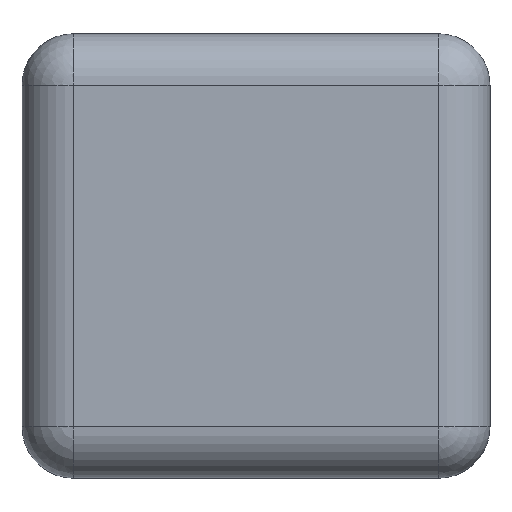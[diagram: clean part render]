
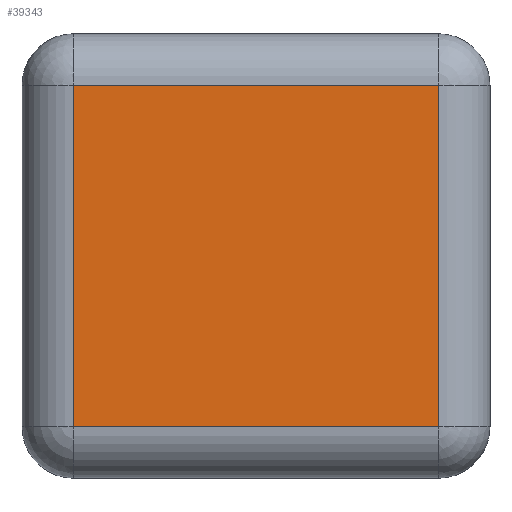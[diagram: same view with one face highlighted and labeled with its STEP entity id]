
A CAD part, front view. The second image highlights one B-rep face of the part: STEP entity #39343.
In plain terms, the highlighted planar face has unit normal (0, -1, 0).
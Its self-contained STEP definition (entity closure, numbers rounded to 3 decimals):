
#425 = PLANE ( 'NONE',  #916 ) ;
#916 = AXIS2_PLACEMENT_3D ( 'NONE', #22081, #39669, #18592 ) ;
#2190 = DIRECTION ( 'NONE',  ( 0., 0., 1. ) ) ;
#5554 = VECTOR ( 'NONE', #2190, 1000. ) ;
#9159 = VECTOR ( 'NONE', #31569, 1000. ) ;
#9394 = EDGE_CURVE ( 'NONE', #39961, #33156, #23504, .T. ) ;
#9401 = LINE ( 'NONE', #45675, #34515 ) ;
#10784 = EDGE_CURVE ( 'NONE', #55158, #46824, #44071, .T. ) ;
#10915 = CARTESIAN_POINT ( 'NONE',  ( -283.679, -371.232, 265.352 ) ) ;
#12678 = ORIENTED_EDGE ( 'NONE', *, *, #26168, .T. ) ;
#14266 = CARTESIAN_POINT ( 'NONE',  ( 363.679, -371.232, -265.352 ) ) ;
#16588 = CARTESIAN_POINT ( 'NONE',  ( 283.679, -371.232, -265.352 ) ) ;
#18592 = DIRECTION ( 'NONE',  ( 0., 0., 1. ) ) ;
#22081 = CARTESIAN_POINT ( 'NONE',  ( 0., -371.232, 0. ) ) ;
#22926 = FACE_OUTER_BOUND ( 'NONE', #54409, .T. ) ;
#23504 = LINE ( 'NONE', #14266, #9159 ) ;
#24744 = CARTESIAN_POINT ( 'NONE',  ( 283.679, -371.232, 265.352 ) ) ;
#25844 = ORIENTED_EDGE ( 'NONE', *, *, #9394, .T. ) ;
#25983 = ORIENTED_EDGE ( 'NONE', *, *, #10784, .T. ) ;
#26168 = EDGE_CURVE ( 'NONE', #46824, #39961, #9401, .T. ) ;
#29556 = VECTOR ( 'NONE', #43249, 1000. ) ;
#31569 = DIRECTION ( 'NONE',  ( 1., 0., 0. ) ) ;
#31913 = LINE ( 'NONE', #49503, #5554 ) ;
#33156 = VERTEX_POINT ( 'NONE', #16588 ) ;
#34515 = VECTOR ( 'NONE', #48647, 1000. ) ;
#38824 = CARTESIAN_POINT ( 'NONE',  ( -283.679, -371.232, -265.352 ) ) ;
#39343 = ADVANCED_FACE ( 'NONE', ( #22926 ), #425, .F. ) ;
#39669 = DIRECTION ( 'NONE',  ( 0., 1., 0. ) ) ;
#39890 = EDGE_CURVE ( 'NONE', #33156, #55158, #31913, .T. ) ;
#39961 = VERTEX_POINT ( 'NONE', #38824 ) ;
#43249 = DIRECTION ( 'NONE',  ( -1., 0., 0. ) ) ;
#44071 = LINE ( 'NONE', #47591, #29556 ) ;
#45675 = CARTESIAN_POINT ( 'NONE',  ( -283.679, -371.232, -345.352 ) ) ;
#46824 = VERTEX_POINT ( 'NONE', #10915 ) ;
#47591 = CARTESIAN_POINT ( 'NONE',  ( -363.679, -371.232, 265.352 ) ) ;
#48647 = DIRECTION ( 'NONE',  ( 0., 0., -1. ) ) ;
#49503 = CARTESIAN_POINT ( 'NONE',  ( 283.679, -371.232, 345.352 ) ) ;
#54409 = EDGE_LOOP ( 'NONE', ( #56675, #25983, #12678, #25844 ) ) ;
#55158 = VERTEX_POINT ( 'NONE', #24744 ) ;
#56675 = ORIENTED_EDGE ( 'NONE', *, *, #39890, .T. ) ;
